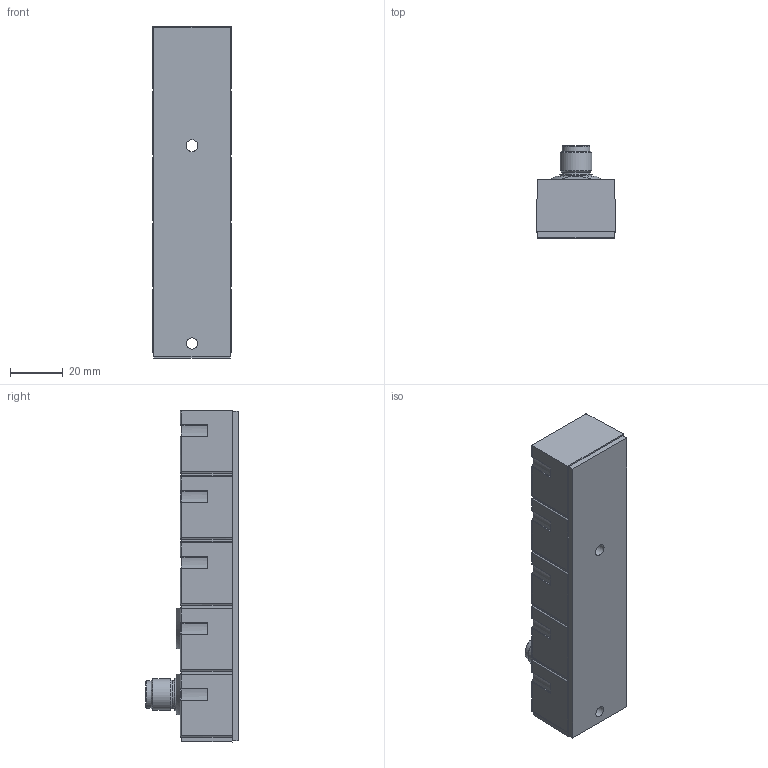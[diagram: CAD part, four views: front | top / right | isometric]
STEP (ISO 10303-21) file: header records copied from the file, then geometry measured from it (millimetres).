
FILE_DESCRIPTION(/* description */ ('STEP AP214'),/* implementation_level */ '2;1');
FILE_NAME(/* name */ '542118_DADE-MVC-420',/* time_stamp */ '2024-08-12T16:11:41+02:00',/* author */ ('License CC BY-ND 4.0'),/* organization */ ('CADENAS'),/* preprocessor_version */ 'ST-DEVELOPER v19.3',/* originating_system */ 'PARTsolutions',/* authorisation */ ' ');
FILE_SCHEMA (('AUTOMOTIVE_DESIGN {1 0 10303 214 3 1 1}'));
Length unit declared in the file: millimetre
Products named in the file (1): 542118 DADE-MVC-420
Bounding box: 30 x 35 x 125.85 mm (x, y, z)
Volume: 79748.7 mm3; surface area: 17113.4 mm2
Topology: 1 solids, 1 shells, 334 faces, 879 edges, 574 vertices
Faces by surface type: plane 174, cylinder 152, cone 8
Full cylindrical faces by diameter (mm): 0.8 x8, 1.2 x8, 4.3 x1, 4.5 x1, 8.3 x1, 9 x1, 10.5 x2, 10.917 x1, 12 x1, 12.3 x2
Entity records: 12418 total; most frequent: CARTESIAN_POINT 2032, ORIENTED_EDGE 1648, DIRECTION 1647, EDGE_CURVE 824, AXIS2_PLACEMENT_3D 589, VERTEX_POINT 553, LINE 469, VECTOR 469
